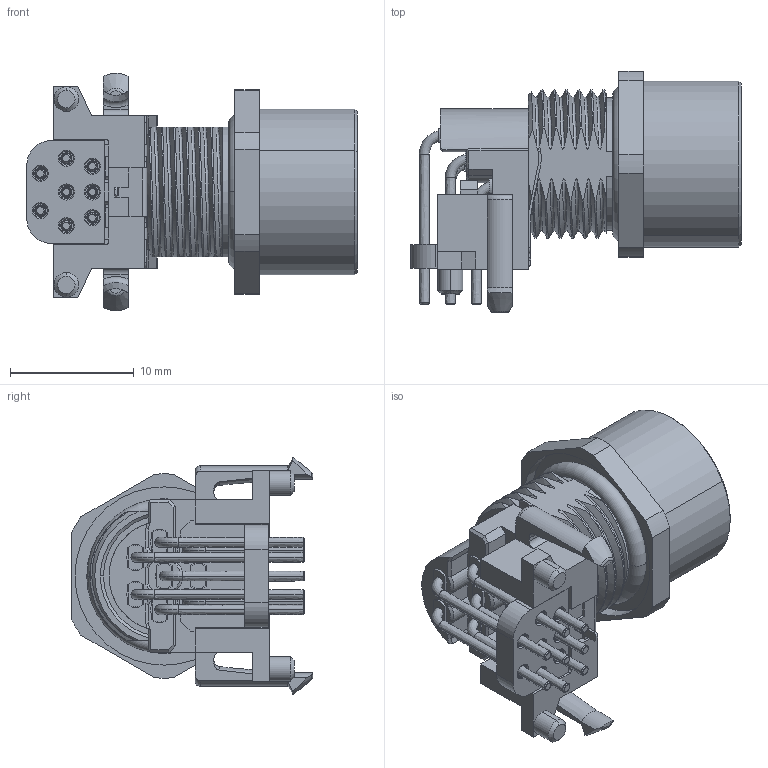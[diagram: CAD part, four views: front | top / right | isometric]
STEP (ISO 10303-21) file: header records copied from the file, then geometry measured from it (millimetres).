
FILE_DESCRIPTION((''),'2;1');
FILE_NAME('MSAS-08PFFR-SH7003_SW0001','2022-03-17T',('L200034'),(''),'PRO/ENGINEER BY PARAMETRIC TECHNOLOGY CORPORATION, 2017170','PRO/ENGINEER BY PARAMETRIC TECHNOLOGY CORPORATION, 2017170','');
FILE_SCHEMA(('CONFIG_CONTROL_DESIGN'));
Length unit declared in the file: millimetre
Products named in the file (1): MSAS-08PFFR-SH7003_SW0001
Bounding box: 26.7 x 19.5 x 19.2 mm (x, y, z)
Volume: 2583.3 mm3; surface area: 3612.4 mm2
Topology: 1 solids, 1 shells, 987 faces, 2698 edges, 1756 vertices
Faces by surface type: plane 586, cylinder 206, bspline 97, cone 88, torus 9, extrusion 1
Entity records: 43427 total; most frequent: CARTESIAN_POINT 17244, ORIENTED_EDGE 5396, DIRECTION 4615, EDGE_CURVE 2698, VECTOR 1849, LINE 1848, VERTEX_POINT 1756, AXIS2_PLACEMENT_3D 1383
